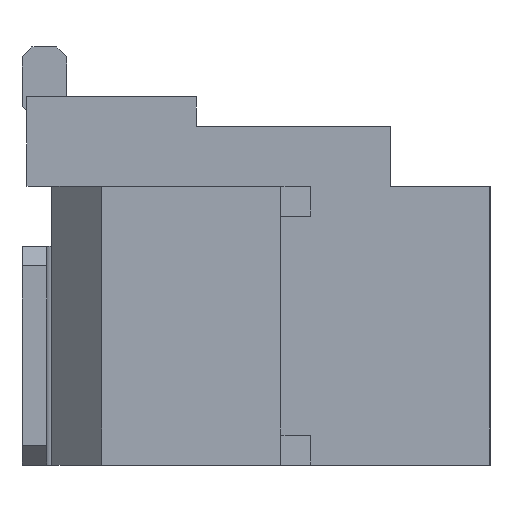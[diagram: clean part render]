
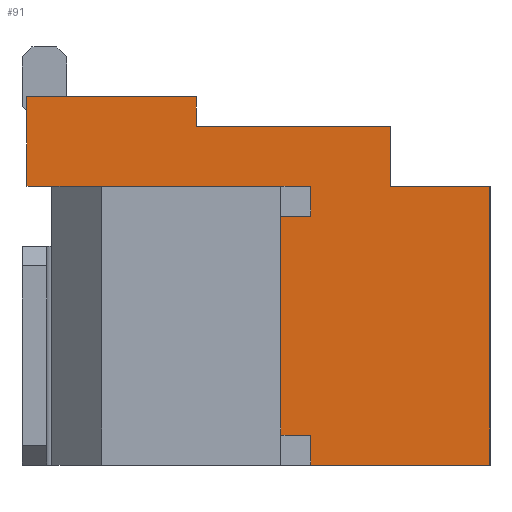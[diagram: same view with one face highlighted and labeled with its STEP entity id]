
A CAD part, left-side view. The second image highlights one B-rep face of the part: STEP entity #91.
In plain terms, the highlighted planar face has unit normal (-1, 0, 0).
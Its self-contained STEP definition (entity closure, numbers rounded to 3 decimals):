
#91=ADVANCED_FACE('',(#596),#348,.F.);
#348=PLANE('',#5214);
#596=FACE_OUTER_BOUND('',#863,.T.);
#863=EDGE_LOOP('',(#1441,#1442,#1443,#1444,#1445,#1446,#1447,#1448,#1449,
#1450,#1451,#1452,#1453,#1454,#1455));
#1441=ORIENTED_EDGE('',*,*,#3040,.T.);
#1442=ORIENTED_EDGE('',*,*,#3329,.T.);
#1443=ORIENTED_EDGE('',*,*,#3330,.F.);
#1444=ORIENTED_EDGE('',*,*,#3331,.F.);
#1445=ORIENTED_EDGE('',*,*,#3034,.T.);
#1446=ORIENTED_EDGE('',*,*,#3141,.F.);
#1447=ORIENTED_EDGE('',*,*,#3068,.F.);
#1448=ORIENTED_EDGE('',*,*,#3279,.T.);
#1449=ORIENTED_EDGE('',*,*,#3332,.F.);
#1450=ORIENTED_EDGE('',*,*,#3333,.T.);
#1451=ORIENTED_EDGE('',*,*,#3256,.F.);
#1452=ORIENTED_EDGE('',*,*,#3314,.F.);
#1453=ORIENTED_EDGE('',*,*,#3334,.F.);
#1454=ORIENTED_EDGE('',*,*,#3335,.T.);
#1455=ORIENTED_EDGE('',*,*,#3336,.T.);
#2552=VERTEX_POINT('',#6718);
#2553=VERTEX_POINT('',#6719);
#2558=VERTEX_POINT('',#6730);
#2559=VERTEX_POINT('',#6732);
#2582=VERTEX_POINT('',#6787);
#2583=VERTEX_POINT('',#6789);
#2670=VERTEX_POINT('',#6988);
#2754=VERTEX_POINT('',#7158);
#2755=VERTEX_POINT('',#7160);
#2775=VERTEX_POINT('',#7203);
#2797=VERTEX_POINT('',#7262);
#2806=VERTEX_POINT('',#7289);
#2807=VERTEX_POINT('',#7291);
#2808=VERTEX_POINT('',#7294);
#2809=VERTEX_POINT('',#7297);
#3034=EDGE_CURVE('',#2552,#2553,#3761,.T.);
#3040=EDGE_CURVE('',#2559,#2558,#3767,.T.);
#3068=EDGE_CURVE('',#2582,#2583,#3795,.T.);
#3141=EDGE_CURVE('',#2583,#2553,#3865,.T.);
#3256=EDGE_CURVE('',#2754,#2755,#3979,.T.);
#3279=EDGE_CURVE('',#2582,#2775,#3998,.T.);
#3314=EDGE_CURVE('',#2797,#2754,#4033,.T.);
#3329=EDGE_CURVE('',#2558,#2806,#4048,.T.);
#3330=EDGE_CURVE('',#2807,#2806,#4049,.T.);
#3331=EDGE_CURVE('',#2552,#2807,#4050,.T.);
#3332=EDGE_CURVE('',#2808,#2775,#4051,.T.);
#3333=EDGE_CURVE('',#2808,#2755,#4052,.T.);
#3334=EDGE_CURVE('',#2809,#2797,#4053,.T.);
#3335=EDGE_CURVE('',#2809,#2670,#4054,.T.);
#3336=EDGE_CURVE('',#2670,#2559,#4055,.T.);
#3761=LINE('',#6717,#4472);
#3767=LINE('',#6731,#4478);
#3795=LINE('',#6788,#4506);
#3865=LINE('',#6932,#4576);
#3979=LINE('',#7159,#4690);
#3998=LINE('',#7204,#4709);
#4033=LINE('',#7263,#4744);
#4048=LINE('',#7288,#4759);
#4049=LINE('',#7290,#4760);
#4050=LINE('',#7292,#4761);
#4051=LINE('',#7293,#4762);
#4052=LINE('',#7295,#4763);
#4053=LINE('',#7296,#4764);
#4054=LINE('',#7298,#4765);
#4055=LINE('',#7299,#4766);
#4472=VECTOR('',#5459,1.);
#4478=VECTOR('',#5467,1.);
#4506=VECTOR('',#5505,1.);
#4576=VECTOR('',#5595,1.);
#4690=VECTOR('',#5719,1.);
#4709=VECTOR('',#5748,1.);
#4744=VECTOR('',#5787,1.);
#4759=VECTOR('',#5806,1.);
#4760=VECTOR('',#5807,1.);
#4761=VECTOR('',#5808,1.);
#4762=VECTOR('',#5809,1.);
#4763=VECTOR('',#5810,1.);
#4764=VECTOR('',#5811,1.);
#4765=VECTOR('',#5812,1.);
#4766=VECTOR('',#5813,1.);
#5214=AXIS2_PLACEMENT_3D('',#7300,#5814,#5815);
#5459=DIRECTION('',(0.,0.,-1.));
#5467=DIRECTION('',(0.,0.,-1.));
#5505=DIRECTION('',(0.,0.,-1.));
#5595=DIRECTION('',(0.,1.,0.));
#5719=DIRECTION('',(0.,0.,-1.));
#5748=DIRECTION('',(0.,1.,0.));
#5787=DIRECTION('',(0.,-1.,0.));
#5806=DIRECTION('',(0.,1.,0.));
#5807=DIRECTION('',(0.,0.,1.));
#5808=DIRECTION('',(0.,1.,0.));
#5809=DIRECTION('',(0.,0.,-1.));
#5810=DIRECTION('',(0.,1.,0.));
#5811=DIRECTION('',(0.,0.,1.));
#5812=DIRECTION('',(0.,-1.,0.));
#5813=DIRECTION('',(0.,-1.,0.));
#5814=DIRECTION('',(1.,0.,0.));
#5815=DIRECTION('',(0.,0.,-1.));
#6717=CARTESIAN_POINT('',(-7.125,2.8,2.8));
#6718=CARTESIAN_POINT('',(-7.125,2.8,0.3));
#6719=CARTESIAN_POINT('',(-7.125,2.8,0.));
#6730=CARTESIAN_POINT('',(-7.125,2.8,2.5));
#6731=CARTESIAN_POINT('',(-7.125,2.8,2.8));
#6732=CARTESIAN_POINT('',(-7.125,2.8,2.8));
#6787=CARTESIAN_POINT('',(-7.125,1.,2.8));
#6788=CARTESIAN_POINT('',(-7.125,1.,0.4));
#6789=CARTESIAN_POINT('',(-7.125,1.,0.));
#6932=CARTESIAN_POINT('',(-7.125,1.,0.));
#6988=CARTESIAN_POINT('',(-7.125,5.4,2.8));
#7158=CARTESIAN_POINT('',(-7.125,3.95,3.7));
#7159=CARTESIAN_POINT('',(-7.125,3.95,3.7));
#7160=CARTESIAN_POINT('',(-7.125,3.95,3.4));
#7203=CARTESIAN_POINT('',(-7.125,2.,2.8));
#7204=CARTESIAN_POINT('',(-7.125,-25.255,2.8));
#7262=CARTESIAN_POINT('',(-7.125,5.65,3.7));
#7263=CARTESIAN_POINT('',(-7.125,5.4,3.7));
#7288=CARTESIAN_POINT('',(-7.125,2.75,2.5));
#7289=CARTESIAN_POINT('',(-7.125,3.6,2.5));
#7290=CARTESIAN_POINT('',(-7.125,3.6,0.3));
#7291=CARTESIAN_POINT('',(-7.125,3.6,0.3));
#7292=CARTESIAN_POINT('',(-7.125,2.75,0.3));
#7293=CARTESIAN_POINT('',(-7.125,2.,3.4));
#7294=CARTESIAN_POINT('',(-7.125,2.,3.4));
#7295=CARTESIAN_POINT('',(-7.125,2.,3.4));
#7296=CARTESIAN_POINT('',(-7.125,5.65,2.8));
#7297=CARTESIAN_POINT('',(-7.125,5.65,2.8));
#7298=CARTESIAN_POINT('',(-7.125,5.65,2.8));
#7299=CARTESIAN_POINT('',(-7.125,5.4,2.8));
#7300=CARTESIAN_POINT('',(-7.125,0.,0.));
